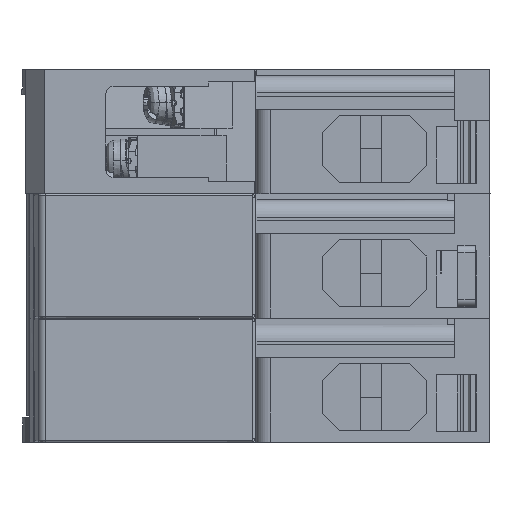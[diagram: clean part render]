
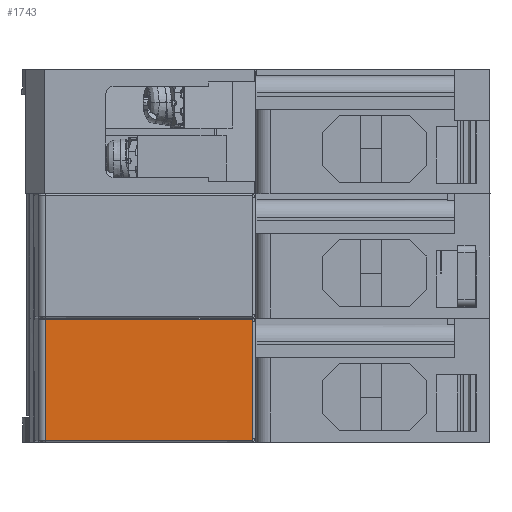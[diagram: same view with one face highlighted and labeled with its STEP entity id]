
A CAD part, left-side view. The second image highlights one B-rep face of the part: STEP entity #1743.
In plain terms, the highlighted planar face has unit normal (-1, 0, 0).
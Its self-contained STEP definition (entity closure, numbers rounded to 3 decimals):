
#1483 = EDGE_CURVE ( 'NONE', #5375, #5386, #26875, .T. ) ;
#1484 = EDGE_CURVE ( 'NONE', #5386, #5415, #26878, .T. ) ;
#1487 = EDGE_CURVE ( 'NONE', #5417, #5375, #26888, .T. ) ;
#1641 = EDGE_CURVE ( 'NONE', #5417, #5415, #27431, .T. ) ;
#1743 = ADVANCED_FACE ( 'NONE', ( #25539 ), #28657, .T. ) ;
#5170 = ORIENTED_EDGE ( 'NONE', *, *, #1641, .F. ) ;
#5171 = ORIENTED_EDGE ( 'NONE', *, *, #1483, .T. ) ;
#5172 = ORIENTED_EDGE ( 'NONE', *, *, #1484, .T. ) ;
#5173 = ORIENTED_EDGE ( 'NONE', *, *, #1487, .T. ) ;
#5375 = VERTEX_POINT ( 'NONE', #34830 ) ;
#5386 = VERTEX_POINT ( 'NONE', #34844 ) ;
#5415 = VERTEX_POINT ( 'NONE', #34890 ) ;
#5417 = VERTEX_POINT ( 'NONE', #34894 ) ;
#22365 = EDGE_LOOP ( 'NONE', ( #5170, #5173, #5171, #5172 ) ) ;
#25233 = VECTOR ( 'NONE', #26877, 1000. ) ;
#25234 = VECTOR ( 'NONE', #26880, 1000. ) ;
#25237 = VECTOR ( 'NONE', #26890, 1000. ) ;
#25376 = VECTOR ( 'NONE', #27433, 1000. ) ;
#25539 = FACE_OUTER_BOUND ( 'NONE', #22365, .T. ) ;
#25542 = AXIS2_PLACEMENT_3D ( 'NONE', #28658, #28659, #28660 ) ;
#26875 = LINE ( 'NONE', #26876, #25233 ) ;
#26876 = CARTESIAN_POINT ( 'NONE',  ( -20.1, 5.711, -175.75 ) ) ;
#26877 = DIRECTION ( 'NONE',  ( 0., 0., -1. ) ) ;
#26878 = LINE ( 'NONE', #26879, #25234 ) ;
#26879 = CARTESIAN_POINT ( 'NONE',  ( -20.1, -8.901, -184.3 ) ) ;
#26880 = DIRECTION ( 'NONE',  ( 0., -1., 0. ) ) ;
#26888 = LINE ( 'NONE', #26889, #25237 ) ;
#26889 = CARTESIAN_POINT ( 'NONE',  ( -20.1, -8.901, -167.2 ) ) ;
#26890 = DIRECTION ( 'NONE',  ( 0., 1., 0. ) ) ;
#27431 = LINE ( 'NONE', #27432, #25376 ) ;
#27432 = CARTESIAN_POINT ( 'NONE',  ( -20.1, -23.513, -175.75 ) ) ;
#27433 = DIRECTION ( 'NONE',  ( 0., 0., -1. ) ) ;
#28657 = PLANE ( 'NONE',  #25542 ) ;
#28658 = CARTESIAN_POINT ( 'NONE',  ( -20.1, 5.711, -184.3 ) ) ;
#28659 = DIRECTION ( 'NONE',  ( -1., 0., 0. ) ) ;
#28660 = DIRECTION ( 'NONE',  ( 0., -1., 0. ) ) ;
#34830 = CARTESIAN_POINT ( 'NONE',  ( -20.1, 5.711, -167.2 ) ) ;
#34844 = CARTESIAN_POINT ( 'NONE',  ( -20.1, 5.711, -184.3 ) ) ;
#34890 = CARTESIAN_POINT ( 'NONE',  ( -20.1, -23.513, -184.3 ) ) ;
#34894 = CARTESIAN_POINT ( 'NONE',  ( -20.1, -23.513, -167.2 ) ) ;
